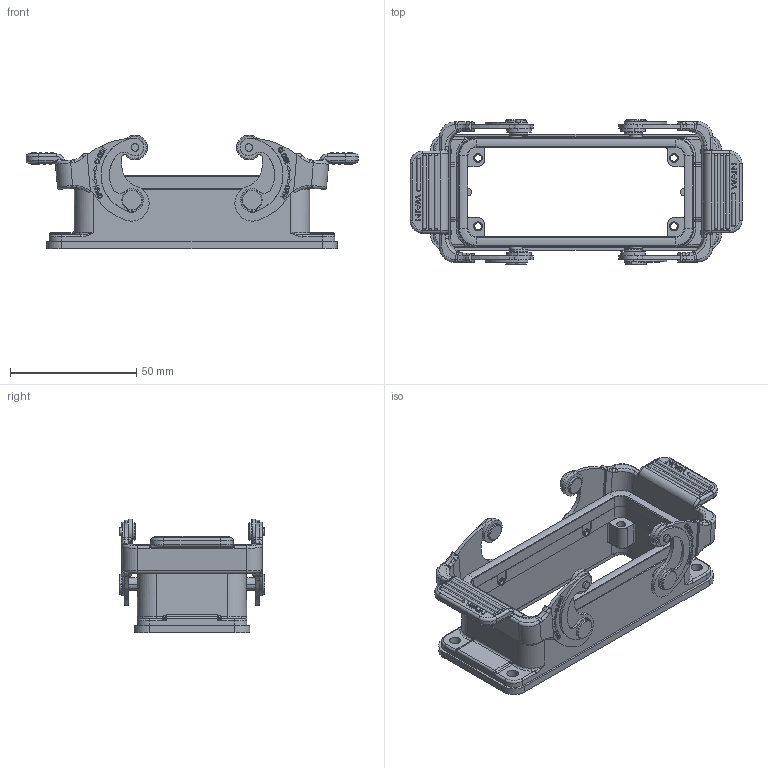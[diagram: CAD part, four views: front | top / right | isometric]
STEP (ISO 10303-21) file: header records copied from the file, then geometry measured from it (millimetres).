
FILE_DESCRIPTION((''),'2;1');
FILE_NAME('PRT0409','2017-09-29T',('dm.li'),(''),'PRO/ENGINEER BY PARAMETRIC TECHNOLOGY CORPORATION, 2012480','PRO/ENGINEER BY PARAMETRIC TECHNOLOGY CORPORATION, 2012480','');
FILE_SCHEMA(('AUTOMOTIVE_DESIGN { 1 0 10303 214 1 1 1 1 }'));
Products named in the file (1): PRT0409
Bounding box: 131.3 x 57.5 x 45 mm (x, y, z)
Volume: 48014.2 mm3; surface area: 36767.5 mm2
Topology: 1 solids, 6 shells, 1540 faces, 4096 edges, 2671 vertices
Faces by surface type: plane 704, cylinder 396, extrusion 160, bspline 106, torus 84, cone 50, sphere 40
Entity records: 63363 total; most frequent: CARTESIAN_POINT 17101, ORIENTED_EDGE 8118, DIRECTION 7185, EDGE_CURVE 4067, VERTEX_POINT 2671, AXIS2_PLACEMENT_3D 2419, VECTOR 2347, LINE 2187
